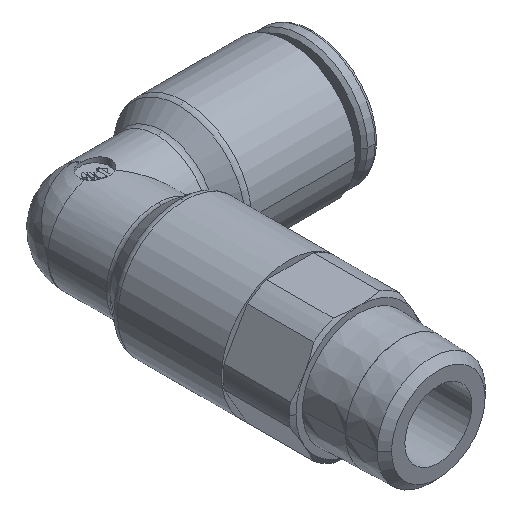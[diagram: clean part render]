
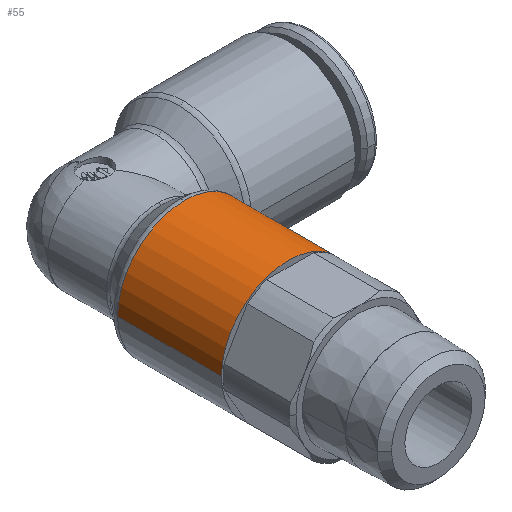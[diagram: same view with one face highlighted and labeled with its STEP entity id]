
A CAD part, isometric view. The second image highlights one B-rep face of the part: STEP entity #55.
In plain terms, the highlighted cylindrical face has radius 8 mm (diameter 16 mm), a partial arc.
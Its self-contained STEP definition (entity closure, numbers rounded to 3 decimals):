
#55=ADVANCED_FACE('',(#172),#173,.T.);
#172=FACE_OUTER_BOUND('',#399,.T.);
#173=CYLINDRICAL_SURFACE('',#400,8.0);
#399=EDGE_LOOP('',(#680,#681,#682,#683,#684));
#400=AXIS2_PLACEMENT_3D('',#685,#686,#687);
#680=ORIENTED_EDGE('',*,*,#1509,.F.);
#681=ORIENTED_EDGE('',*,*,#1510,.T.);
#682=ORIENTED_EDGE('',*,*,#1511,.T.);
#683=ORIENTED_EDGE('',*,*,#1512,.F.);
#684=ORIENTED_EDGE('',*,*,#1513,.F.);
#685=CARTESIAN_POINT('',(0.,14.595,0.003));
#686=DIRECTION('',(0.,-1.0,0.0));
#687=DIRECTION('',(1.0,0.,0.0));
#1509=EDGE_CURVE('',#1814,#1815,#1816,.T.);
#1510=EDGE_CURVE('',#1814,#1817,#1818,.T.);
#1511=EDGE_CURVE('',#1817,#1819,#1820,.T.);
#1512=EDGE_CURVE('',#1821,#1819,#1822,.T.);
#1513=EDGE_CURVE('',#1815,#1821,#1823,.T.);
#1814=VERTEX_POINT('',#2270);
#1815=VERTEX_POINT('',#2271);
#1816=LINE('',#2272,#2273);
#1817=VERTEX_POINT('',#2274);
#1818=CIRCLE('',#2275,8.0);
#1819=VERTEX_POINT('',#2276);
#1820=CIRCLE('',#2277,8.0);
#1821=VERTEX_POINT('',#2278);
#1822=LINE('',#2279,#2280);
#1823=CIRCLE('',#2281,8.0);
#2270=CARTESIAN_POINT('',(8.0,20.795,0.003));
#2271=CARTESIAN_POINT('',(8.0,8.395,0.003));
#2272=CARTESIAN_POINT('',(8.0,14.595,0.003));
#2273=VECTOR('',#3464,1.0);
#2274=CARTESIAN_POINT('',(0.,20.795,8.003));
#2275=AXIS2_PLACEMENT_3D('',#3465,#3466,#3467);
#2276=CARTESIAN_POINT('',(-8.0,20.795,0.003));
#2277=AXIS2_PLACEMENT_3D('',#3468,#3469,#3470);
#2278=CARTESIAN_POINT('',(-8.0,8.395,0.003));
#2279=CARTESIAN_POINT('',(-8.0,14.595,0.003));
#2280=VECTOR('',#3471,1.0);
#2281=AXIS2_PLACEMENT_3D('',#3472,#3473,#3474);
#3464=DIRECTION('',(0.,-1.0,0.0));
#3465=CARTESIAN_POINT('',(0.,20.795,0.003));
#3466=DIRECTION('',(0.,-1.0,0.0));
#3467=DIRECTION('',(1.0,0.,0.0));
#3468=CARTESIAN_POINT('',(0.,20.795,0.003));
#3469=DIRECTION('',(0.,-1.0,0.0));
#3470=DIRECTION('',(1.0,0.,0.0));
#3471=DIRECTION('',(0.,1.0,-0.0));
#3472=CARTESIAN_POINT('',(0.,8.395,0.003));
#3473=DIRECTION('',(0.,-1.0,0.0));
#3474=DIRECTION('',(1.0,0.,0.0));
